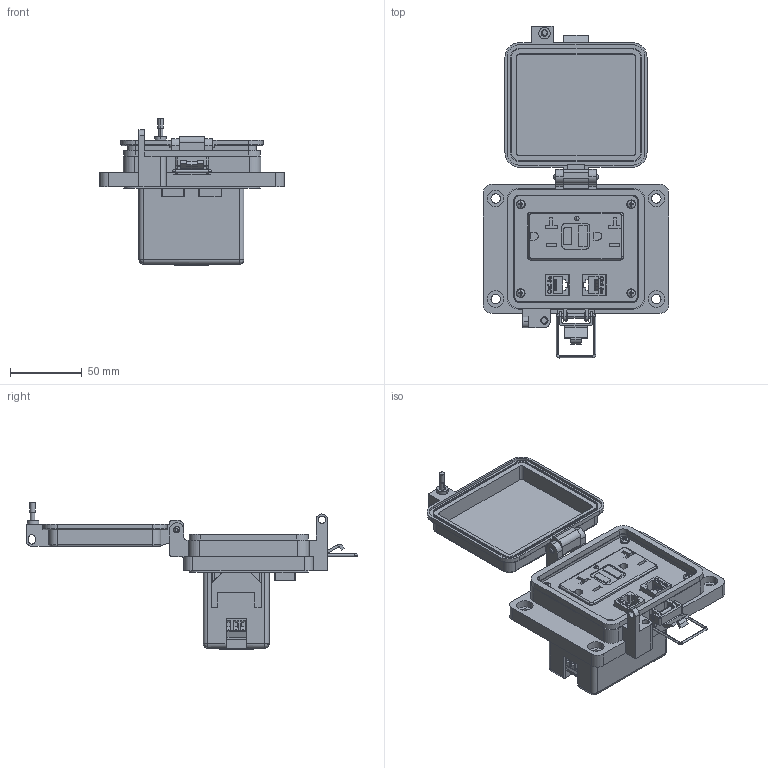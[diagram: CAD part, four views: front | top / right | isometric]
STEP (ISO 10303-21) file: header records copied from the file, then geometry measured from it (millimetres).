
FILE_DESCRIPTION (( 'STEP AP214' ), '1' );
FILE_NAME ('P-R2#2-K3RF0_3D.STEP', '2017-08-24T18:49:47', ( '' ), ( '' ), 'SwSTEP 2.0', 'SolidWorks 2017', '' );
FILE_SCHEMA (( 'AUTOMOTIVE_DESIGN' ));
Length unit declared in the file: millimetre
Products named in the file (10): 92005A124_METRIC PAN HEAD PHILLIPS MACHINE SCREW_92005A124; Z-H-K3_B; RF; Z-200-OTLT-RIOF_RF; R2; Z-300-RJ45CAT5; P-R2#2-K3RF0_TP; P-R2#2-K3RF0_FP; P-R2#2-K3RF0_BP; P-R2#2-K3RF0_3D
Assembly tree (13 placements, depth 3):
  P-R2#2-K3RF0_3D
    P-R2#2-K3RF0_BP
    P-R2#2-K3RF0_FP
    P-R2#2-K3RF0_TP
    R2  x2
      Z-300-RJ45CAT5
    RF
      Z-200-OTLT-RIOF_RF
    Z-H-K3_B
    92005A124_METRIC PAN HEAD PHILLIPS MACHINE SCREW_92005A124  x4
Bounding box: 129 x 231.28 x 102.7 mm (x, y, z)
Volume: 277977.7 mm3; surface area: 167178.3 mm2
Topology: 22 solids, 22 shells, 3143 faces, 8722 edges, 5753 vertices
Faces by surface type: plane 1644, cylinder 1136, bspline 278, cone 45, torus 32, sphere 8
Entity records: 100618 total; most frequent: CARTESIAN_POINT 23951, ORIENTED_EDGE 12666, DIRECTION 10853, EDGE_CURVE 6333, LINE 4309, VECTOR 4309, VERTEX_POINT 4170, AXIS2_PLACEMENT_3D 3272
